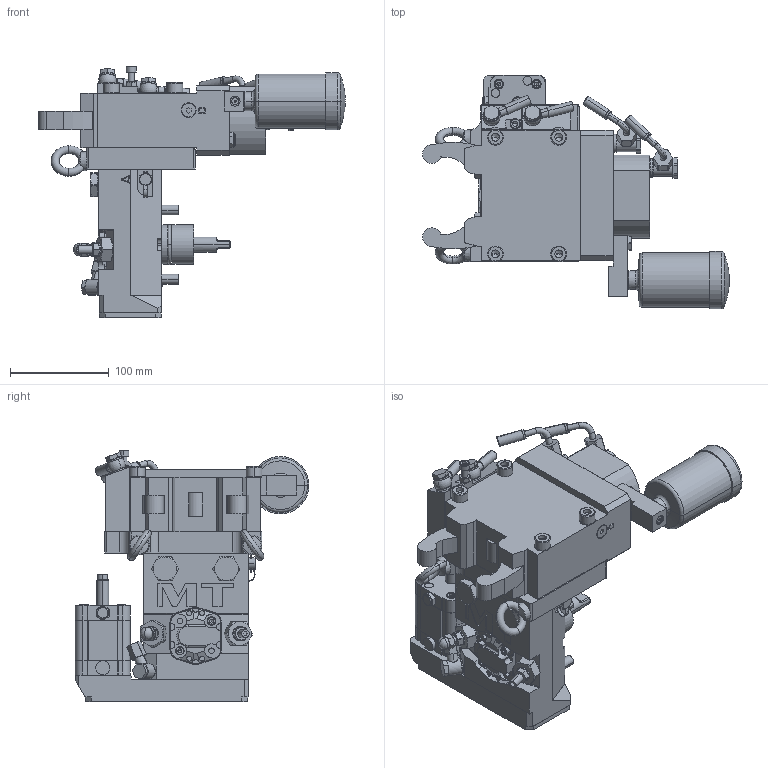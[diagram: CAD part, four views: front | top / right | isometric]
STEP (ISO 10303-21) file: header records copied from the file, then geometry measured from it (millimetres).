
FILE_DESCRIPTION((''),'2;1');
FILE_NAME('MNZ0310150_CONF','2023-02-23T11:58:11',('sterribile'),('M.T. srl'),'CREO PARAMETRIC BY PTC INC, 2021072','CREO PARAMETRIC BY PTC INC, 2021072','');
FILE_SCHEMA(('CONFIG_CONTROL_DESIGN'));
Length unit declared in the file: millimetre
Products named in the file (1): MNZ0310150_CONF
Bounding box: 310.12 x 236.5 x 254.5 mm (x, y, z)
Volume: 3388001 mm3; surface area: 303496.6 mm2
Topology: 1 solids, 1 shells, 1556 faces, 3927 edges, 2484 vertices
Faces by surface type: plane 819, cylinder 500, cone 158, torus 65, sphere 6, bspline 4, revolution 2, extrusion 2
Entity records: 52339 total; most frequent: CARTESIAN_POINT 14603, DIRECTION 7966, ORIENTED_EDGE 7786, EDGE_CURVE 3893, AXIS2_PLACEMENT_3D 2840, VERTEX_POINT 2484, VECTOR 2284, LINE 2282
